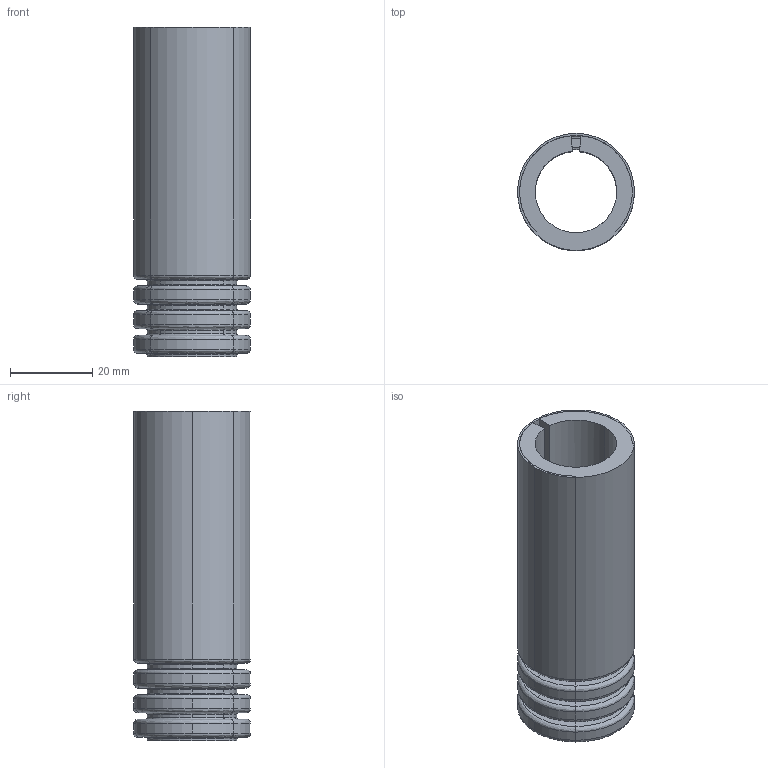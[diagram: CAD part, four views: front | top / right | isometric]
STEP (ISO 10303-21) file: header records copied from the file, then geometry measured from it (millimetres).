
FILE_DESCRIPTION (( 'STEP AP203' ), '1' );
FILE_NAME ('832500.step', '2023-09-05T15:55:09', ( '' ), ( '' ), 'SwSTEP 2.0', 'SolidWorks 2021', '' );
FILE_SCHEMA (( 'CONFIG_CONTROL_DESIGN' ));
Length unit declared in the file: inch
Products named in the file (1): 832500
Bounding box: 28.4 x 28.35 x 80 mm (x, y, z)
Volume: 21579.1 mm3; surface area: 28299.6 mm2
Topology: 2 solids, 2 shells, 330 faces, 978 edges, 652 vertices
Faces by surface type: bspline 132, cylinder 107, cone 81, plane 10
Entity records: 13785 total; most frequent: CARTESIAN_POINT 5225, ORIENTED_EDGE 1956, DIRECTION 1718, EDGE_CURVE 978, AXIS2_PLACEMENT_3D 713, VERTEX_POINT 652, CIRCLE 514, ADVANCED_FACE 330
